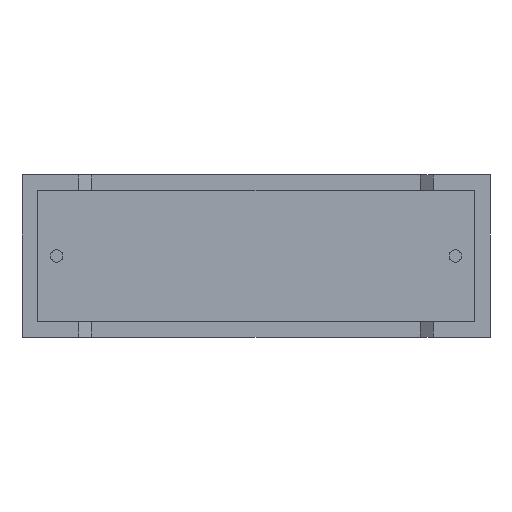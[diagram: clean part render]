
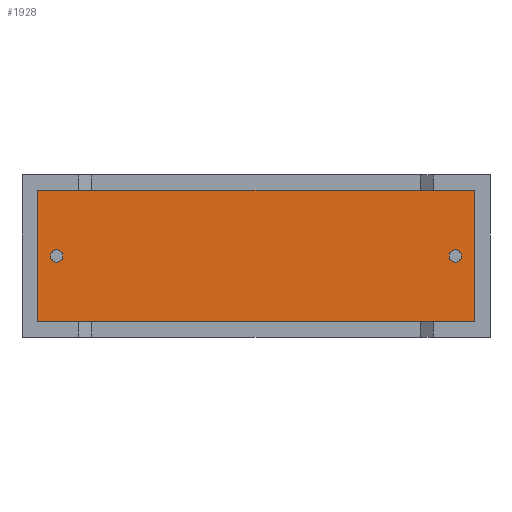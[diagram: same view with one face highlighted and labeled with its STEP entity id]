
A CAD part, front view. The second image highlights one B-rep face of the part: STEP entity #1928.
In plain terms, the highlighted planar face has unit normal (0, -1, 0).
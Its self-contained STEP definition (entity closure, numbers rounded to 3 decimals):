
#3 = VERTEX_POINT ( 'NONE', #37 ) ;
#37 = CARTESIAN_POINT ( 'NONE',  ( 2.4, 0.75, 5.175 ) ) ;
#46 = EDGE_LOOP ( 'NONE', ( #3017, #1431 ) ) ;
#139 = LINE ( 'NONE', #152, #1265 ) ;
#142 = LINE ( 'NONE', #859, #565 ) ;
#152 = CARTESIAN_POINT ( 'NONE',  ( 31.223, 0.75, 10.123 ) ) ;
#156 = CARTESIAN_POINT ( 'NONE',  ( 31.223, 0.75, 1.077 ) ) ;
#301 = EDGE_CURVE ( 'NONE', #723, #2643, #506, .T. ) ;
#342 = DIRECTION ( 'NONE',  ( 0., 0., -1. ) ) ;
#416 = CARTESIAN_POINT ( 'NONE',  ( 0., 0.75, 0. ) ) ;
#438 = DIRECTION ( 'NONE',  ( 0., -1., 0. ) ) ;
#506 = CIRCLE ( 'NONE', #765, 0.425 ) ;
#532 = EDGE_CURVE ( 'NONE', #3, #1260, #2631, .T. ) ;
#565 = VECTOR ( 'NONE', #2074, 1000. ) ;
#570 = AXIS2_PLACEMENT_3D ( 'NONE', #416, #438, #913 ) ;
#642 = FACE_BOUND ( 'NONE', #674, .T. ) ;
#674 = EDGE_LOOP ( 'NONE', ( #1503, #801 ) ) ;
#681 = DIRECTION ( 'NONE',  ( 0., -1., 0. ) ) ;
#723 = VERTEX_POINT ( 'NONE', #822 ) ;
#741 = CARTESIAN_POINT ( 'NONE',  ( 31.223, 0.75, 10.123 ) ) ;
#765 = AXIS2_PLACEMENT_3D ( 'NONE', #1901, #1196, #2580 ) ;
#801 = ORIENTED_EDGE ( 'NONE', *, *, #532, .F. ) ;
#822 = CARTESIAN_POINT ( 'NONE',  ( 29.9, 0.75, 6.025 ) ) ;
#839 = ORIENTED_EDGE ( 'NONE', *, *, #1524, .T. ) ;
#846 = DIRECTION ( 'NONE',  ( 0., 0., -1. ) ) ;
#859 = CARTESIAN_POINT ( 'NONE',  ( 1.077, 0.75, 10.123 ) ) ;
#863 = CARTESIAN_POINT ( 'NONE',  ( 29.9, 0.75, 5.6 ) ) ;
#913 = DIRECTION ( 'NONE',  ( 0., 0., -1. ) ) ;
#966 = LINE ( 'NONE', #1648, #2255 ) ;
#1083 = VERTEX_POINT ( 'NONE', #2941 ) ;
#1181 = DIRECTION ( 'NONE',  ( 1., 0., 0. ) ) ;
#1196 = DIRECTION ( 'NONE',  ( 0., -1., 0. ) ) ;
#1260 = VERTEX_POINT ( 'NONE', #1370 ) ;
#1265 = VECTOR ( 'NONE', #1361, 1000. ) ;
#1308 = VECTOR ( 'NONE', #1365, 1000. ) ;
#1313 = LINE ( 'NONE', #156, #1308 ) ;
#1324 = VERTEX_POINT ( 'NONE', #1345 ) ;
#1333 = EDGE_CURVE ( 'NONE', #2408, #2902, #139, .T. ) ;
#1345 = CARTESIAN_POINT ( 'NONE',  ( 1.077, 0.75, 1.077 ) ) ;
#1361 = DIRECTION ( 'NONE',  ( -1., 0., 0. ) ) ;
#1365 = DIRECTION ( 'NONE',  ( 0., 0., 1. ) ) ;
#1370 = CARTESIAN_POINT ( 'NONE',  ( 2.4, 0.75, 6.025 ) ) ;
#1431 = ORIENTED_EDGE ( 'NONE', *, *, #2523, .F. ) ;
#1494 = ORIENTED_EDGE ( 'NONE', *, *, #2579, .T. ) ;
#1503 = ORIENTED_EDGE ( 'NONE', *, *, #2497, .F. ) ;
#1506 = EDGE_CURVE ( 'NONE', #1083, #2408, #1313, .T. ) ;
#1523 = AXIS2_PLACEMENT_3D ( 'NONE', #2710, #2261, #342 ) ;
#1524 = EDGE_CURVE ( 'NONE', #2902, #1324, #142, .T. ) ;
#1547 = DIRECTION ( 'NONE',  ( 0., 0., -1. ) ) ;
#1556 = CARTESIAN_POINT ( 'NONE',  ( 2.4, 0.75, 5.6 ) ) ;
#1578 = DIRECTION ( 'NONE',  ( 0., -1., 0. ) ) ;
#1648 = CARTESIAN_POINT ( 'NONE',  ( 1.077, 0.75, 1.077 ) ) ;
#1673 = AXIS2_PLACEMENT_3D ( 'NONE', #863, #1578, #1547 ) ;
#1758 = CARTESIAN_POINT ( 'NONE',  ( 29.9, 0.75, 5.175 ) ) ;
#1901 = CARTESIAN_POINT ( 'NONE',  ( 29.9, 0.75, 5.6 ) ) ;
#1928 = ADVANCED_FACE ( 'NONE', ( #2991, #2073, #642 ), #2254, .T. ) ;
#2033 = ORIENTED_EDGE ( 'NONE', *, *, #1333, .T. ) ;
#2073 = FACE_OUTER_BOUND ( 'NONE', #2734, .T. ) ;
#2074 = DIRECTION ( 'NONE',  ( 0., 0., -1. ) ) ;
#2254 = PLANE ( 'NONE',  #570 ) ;
#2255 = VECTOR ( 'NONE', #1181, 1000. ) ;
#2261 = DIRECTION ( 'NONE',  ( 0., -1., 0. ) ) ;
#2408 = VERTEX_POINT ( 'NONE', #741 ) ;
#2426 = ORIENTED_EDGE ( 'NONE', *, *, #1506, .T. ) ;
#2497 = EDGE_CURVE ( 'NONE', #1260, #3, #2992, .T. ) ;
#2523 = EDGE_CURVE ( 'NONE', #2643, #723, #2844, .T. ) ;
#2579 = EDGE_CURVE ( 'NONE', #1324, #1083, #966, .T. ) ;
#2580 = DIRECTION ( 'NONE',  ( 0., 0., -1. ) ) ;
#2631 = CIRCLE ( 'NONE', #3025, 0.425 ) ;
#2643 = VERTEX_POINT ( 'NONE', #1758 ) ;
#2710 = CARTESIAN_POINT ( 'NONE',  ( 2.4, 0.75, 5.6 ) ) ;
#2734 = EDGE_LOOP ( 'NONE', ( #839, #1494, #2426, #2033 ) ) ;
#2844 = CIRCLE ( 'NONE', #1673, 0.425 ) ;
#2902 = VERTEX_POINT ( 'NONE', #3032 ) ;
#2941 = CARTESIAN_POINT ( 'NONE',  ( 31.223, 0.75, 1.077 ) ) ;
#2991 = FACE_BOUND ( 'NONE', #46, .T. ) ;
#2992 = CIRCLE ( 'NONE', #1523, 0.425 ) ;
#3017 = ORIENTED_EDGE ( 'NONE', *, *, #301, .F. ) ;
#3025 = AXIS2_PLACEMENT_3D ( 'NONE', #1556, #681, #846 ) ;
#3032 = CARTESIAN_POINT ( 'NONE',  ( 1.077, 0.75, 10.123 ) ) ;
